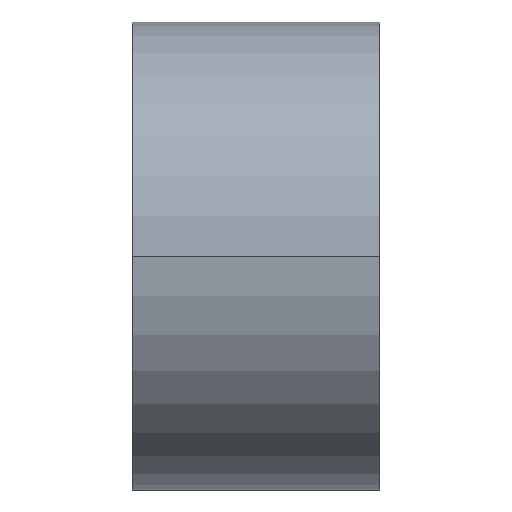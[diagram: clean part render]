
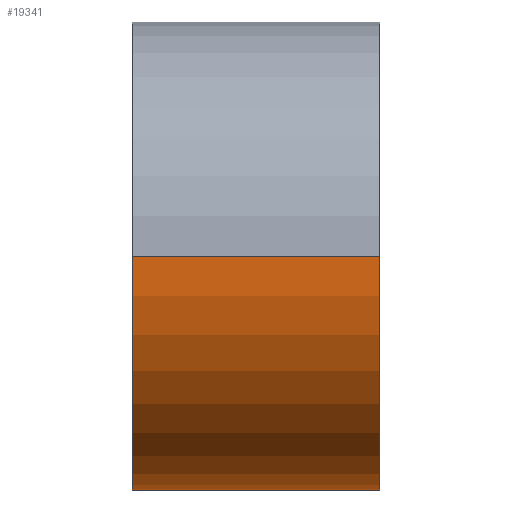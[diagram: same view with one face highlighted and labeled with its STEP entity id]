
A CAD part, left-side view. The second image highlights one B-rep face of the part: STEP entity #19341.
In plain terms, the highlighted free-form (B-spline) face has degree [1, 3] with [2, 18] control points.
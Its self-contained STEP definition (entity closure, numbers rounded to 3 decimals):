
#687=B_SPLINE_CURVE_WITH_KNOTS('',3,(#49524,#49525,#49526,#49527,#49528,
#49529,#49530,#49531,#49532,#49533,#49534,#49535,#49536,#49537,#49538,#49539,
#49540,#49541),.UNSPECIFIED.,.F.,.F.,(4,2,2,2,2,2,2,2,4),(0.012,
0.013,0.014,0.014,0.015,
0.016,0.017,0.017,0.018),
 .UNSPECIFIED.);
#688=B_SPLINE_CURVE_WITH_KNOTS('',3,(#49545,#49546,#49547,#49548,#49549,
#49550,#49551,#49552,#49553,#49554,#49555,#49556,#49557,#49558,#49559,#49560,
#49561,#49562),.UNSPECIFIED.,.F.,.F.,(4,2,2,2,2,2,2,2,4),(0.012,
0.013,0.014,0.014,0.015,
0.016,0.017,0.017,0.018),
 .UNSPECIFIED.);
#1375=B_SPLINE_SURFACE_WITH_KNOTS('',1,3,((#49488,#49489,#49490,#49491,
#49492,#49493,#49494,#49495,#49496,#49497,#49498,#49499,#49500,#49501,#49502,
#49503,#49504,#49505),(#49506,#49507,#49508,#49509,#49510,#49511,#49512,
#49513,#49514,#49515,#49516,#49517,#49518,#49519,#49520,#49521,#49522,#49523)),
 .SURF_OF_LINEAR_EXTRUSION.,.F.,.F.,.F.,(2,2),(4,2,2,2,2,2,2,2,4),(0.,1.),
(0.012,0.013,0.014,0.014,
0.015,0.016,0.017,0.017,
0.018),.UNSPECIFIED.);
#5845=ORIENTED_EDGE('',*,*,#10600,.F.);
#5846=ORIENTED_EDGE('',*,*,#10605,.F.);
#5847=ORIENTED_EDGE('',*,*,#10606,.T.);
#5848=ORIENTED_EDGE('',*,*,#10607,.T.);
#10600=EDGE_CURVE('',#13091,#13092,#14573,.F.);
#10605=EDGE_CURVE('',#13095,#13091,#687,.T.);
#10606=EDGE_CURVE('',#13095,#13096,#14575,.F.);
#10607=EDGE_CURVE('',#13096,#13092,#688,.T.);
#13091=VERTEX_POINT('',#49478);
#13092=VERTEX_POINT('',#49480);
#13095=VERTEX_POINT('',#49542);
#13096=VERTEX_POINT('',#49544);
#14573=LINE('',#49479,#15663);
#14575=LINE('',#49543,#15665);
#15663=VECTOR('',#23903,1000.);
#15665=VECTOR('',#23913,1000.);
#16733=EDGE_LOOP('',(#5845,#5846,#5847,#5848));
#17781=FACE_BOUND('',#16733,.T.);
#19341=ADVANCED_FACE('',(#17781),#1375,.T.);
#23903=DIRECTION('',(0.,-1.,0.));
#23913=DIRECTION('',(0.,-1.,0.));
#49478=CARTESIAN_POINT('',(0.,-32.5,-61.24));
#49479=CARTESIAN_POINT('',(0.,-32.5,-61.24));
#49480=CARTESIAN_POINT('',(0.,32.5,-61.24));
#49488=CARTESIAN_POINT('',(-61.64,-32.5,0.));
#49489=CARTESIAN_POINT('',(-61.64,-32.5,-4.015));
#49490=CARTESIAN_POINT('',(-61.241,-32.5,-8.028));
#49491=CARTESIAN_POINT('',(-59.663,-32.5,-15.9));
#49492=CARTESIAN_POINT('',(-58.483,-32.5,-19.757));
#49493=CARTESIAN_POINT('',(-55.39,-32.5,-27.168));
#49494=CARTESIAN_POINT('',(-53.475,-32.5,-30.721));
#49495=CARTESIAN_POINT('',(-48.987,-32.5,-37.386));
#49496=CARTESIAN_POINT('',(-46.413,-32.5,-40.499));
#49497=CARTESIAN_POINT('',(-40.704,-32.5,-46.163));
#49498=CARTESIAN_POINT('',(-37.569,-32.5,-48.716));
#49499=CARTESIAN_POINT('',(-30.86,-32.5,-53.164));
#49500=CARTESIAN_POINT('',(-27.286,-32.5,-55.059));
#49501=CARTESIAN_POINT('',(-19.836,-32.5,-58.12));
#49502=CARTESIAN_POINT('',(-15.961,-32.5,-59.287));
#49503=CARTESIAN_POINT('',(-8.056,-32.5,-60.847));
#49504=CARTESIAN_POINT('',(-4.028,-32.5,-61.24));
#49505=CARTESIAN_POINT('',(0.,-32.5,-61.24));
#49506=CARTESIAN_POINT('',(-61.64,32.5,0.));
#49507=CARTESIAN_POINT('',(-61.64,32.5,-4.015));
#49508=CARTESIAN_POINT('',(-61.241,32.5,-8.028));
#49509=CARTESIAN_POINT('',(-59.663,32.5,-15.9));
#49510=CARTESIAN_POINT('',(-58.483,32.5,-19.757));
#49511=CARTESIAN_POINT('',(-55.39,32.5,-27.168));
#49512=CARTESIAN_POINT('',(-53.475,32.5,-30.721));
#49513=CARTESIAN_POINT('',(-48.987,32.5,-37.386));
#49514=CARTESIAN_POINT('',(-46.413,32.5,-40.499));
#49515=CARTESIAN_POINT('',(-40.704,32.5,-46.163));
#49516=CARTESIAN_POINT('',(-37.569,32.5,-48.716));
#49517=CARTESIAN_POINT('',(-30.86,32.5,-53.164));
#49518=CARTESIAN_POINT('',(-27.286,32.5,-55.059));
#49519=CARTESIAN_POINT('',(-19.836,32.5,-58.12));
#49520=CARTESIAN_POINT('',(-15.961,32.5,-59.287));
#49521=CARTESIAN_POINT('',(-8.056,32.5,-60.847));
#49522=CARTESIAN_POINT('',(-4.028,32.5,-61.24));
#49523=CARTESIAN_POINT('',(0.,32.5,-61.24));
#49524=CARTESIAN_POINT('',(-61.64,-32.5,0.));
#49525=CARTESIAN_POINT('',(-61.64,-32.5,-4.015));
#49526=CARTESIAN_POINT('',(-61.241,-32.5,-8.028));
#49527=CARTESIAN_POINT('',(-59.663,-32.5,-15.9));
#49528=CARTESIAN_POINT('',(-58.483,-32.5,-19.757));
#49529=CARTESIAN_POINT('',(-55.39,-32.5,-27.168));
#49530=CARTESIAN_POINT('',(-53.475,-32.5,-30.721));
#49531=CARTESIAN_POINT('',(-48.987,-32.5,-37.386));
#49532=CARTESIAN_POINT('',(-46.413,-32.5,-40.499));
#49533=CARTESIAN_POINT('',(-40.704,-32.5,-46.163));
#49534=CARTESIAN_POINT('',(-37.569,-32.5,-48.716));
#49535=CARTESIAN_POINT('',(-30.86,-32.5,-53.164));
#49536=CARTESIAN_POINT('',(-27.286,-32.5,-55.059));
#49537=CARTESIAN_POINT('',(-19.836,-32.5,-58.12));
#49538=CARTESIAN_POINT('',(-15.961,-32.5,-59.287));
#49539=CARTESIAN_POINT('',(-8.056,-32.5,-60.847));
#49540=CARTESIAN_POINT('',(-4.028,-32.5,-61.24));
#49541=CARTESIAN_POINT('',(0.,-32.5,-61.24));
#49542=CARTESIAN_POINT('',(-61.64,-32.5,0.));
#49543=CARTESIAN_POINT('',(-61.64,-32.5,0.));
#49544=CARTESIAN_POINT('',(-61.64,32.5,0.));
#49545=CARTESIAN_POINT('',(-61.64,32.5,0.));
#49546=CARTESIAN_POINT('',(-61.64,32.5,-4.015));
#49547=CARTESIAN_POINT('',(-61.241,32.5,-8.028));
#49548=CARTESIAN_POINT('',(-59.663,32.5,-15.9));
#49549=CARTESIAN_POINT('',(-58.483,32.5,-19.757));
#49550=CARTESIAN_POINT('',(-55.39,32.5,-27.168));
#49551=CARTESIAN_POINT('',(-53.475,32.5,-30.721));
#49552=CARTESIAN_POINT('',(-48.987,32.5,-37.386));
#49553=CARTESIAN_POINT('',(-46.413,32.5,-40.499));
#49554=CARTESIAN_POINT('',(-40.704,32.5,-46.163));
#49555=CARTESIAN_POINT('',(-37.569,32.5,-48.716));
#49556=CARTESIAN_POINT('',(-30.86,32.5,-53.164));
#49557=CARTESIAN_POINT('',(-27.286,32.5,-55.059));
#49558=CARTESIAN_POINT('',(-19.836,32.5,-58.12));
#49559=CARTESIAN_POINT('',(-15.961,32.5,-59.287));
#49560=CARTESIAN_POINT('',(-8.056,32.5,-60.847));
#49561=CARTESIAN_POINT('',(-4.028,32.5,-61.24));
#49562=CARTESIAN_POINT('',(0.,32.5,-61.24));
